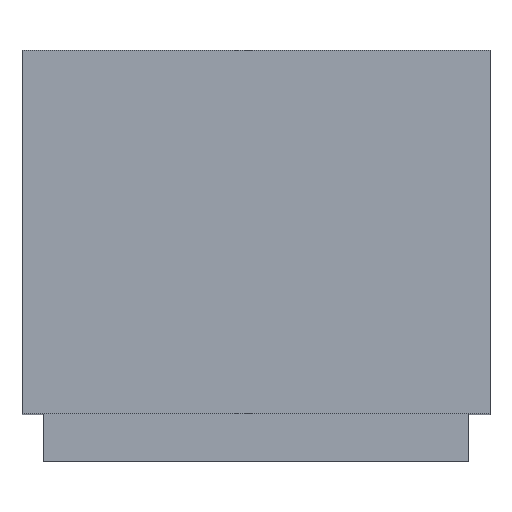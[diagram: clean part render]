
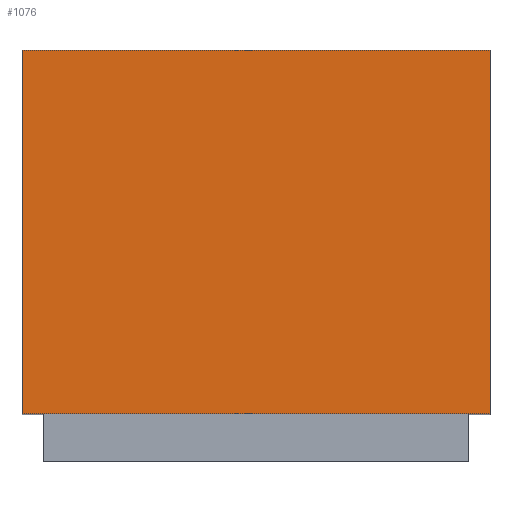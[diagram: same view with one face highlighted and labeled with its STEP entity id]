
A CAD part, top view. The second image highlights one B-rep face of the part: STEP entity #1076.
In plain terms, the highlighted planar face has unit normal (0, 0, 1).
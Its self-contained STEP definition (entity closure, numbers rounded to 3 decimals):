
#212=DIRECTION('',(0.,-1.,0.));
#213=VECTOR('',#212,84.5);
#214=CARTESIAN_POINT('',(-54.4,95.5,54.55));
#215=LINE('',#214,#213);
#244=DIRECTION('',(1.,0.,0.));
#245=VECTOR('',#244,108.8);
#246=CARTESIAN_POINT('',(-54.4,95.5,54.55));
#247=LINE('',#246,#245);
#256=DIRECTION('',(1.,0.,0.));
#257=VECTOR('',#256,108.8);
#258=CARTESIAN_POINT('',(-54.4,11.,54.55));
#259=LINE('',#258,#257);
#276=DIRECTION('',(0.,-1.,0.));
#277=VECTOR('',#276,84.5);
#278=CARTESIAN_POINT('',(54.4,95.5,54.55));
#279=LINE('',#278,#277);
#844=CARTESIAN_POINT('',(-54.4,95.5,54.55));
#845=CARTESIAN_POINT('',(-54.4,11.,54.55));
#846=VERTEX_POINT('',#844);
#847=VERTEX_POINT('',#845);
#852=CARTESIAN_POINT('',(54.4,95.5,54.55));
#853=CARTESIAN_POINT('',(54.4,11.,54.55));
#854=VERTEX_POINT('',#852);
#855=VERTEX_POINT('',#853);
#1062=CARTESIAN_POINT('',(-54.4,95.5,54.55));
#1063=DIRECTION('',(0.,0.,1.));
#1064=DIRECTION('',(0.,-1.,0.));
#1065=AXIS2_PLACEMENT_3D('',#1062,#1063,#1064);
#1066=PLANE('',#1065);
#1067=ORIENTED_EDGE('',*,*,#1041,.F.);
#1069=ORIENTED_EDGE('',*,*,#1068,.T.);
#1071=ORIENTED_EDGE('',*,*,#1070,.T.);
#1073=ORIENTED_EDGE('',*,*,#1072,.F.);
#1074=EDGE_LOOP('',(#1067,#1069,#1071,#1073));
#1075=FACE_OUTER_BOUND('',#1074,.F.);
#1041=EDGE_CURVE('',#846,#847,#215,.T.);
#1068=EDGE_CURVE('',#846,#854,#247,.T.);
#1070=EDGE_CURVE('',#854,#855,#279,.T.);
#1072=EDGE_CURVE('',#847,#855,#259,.T.);
#1076=ADVANCED_FACE('',(#1075),#1066,.T.);
